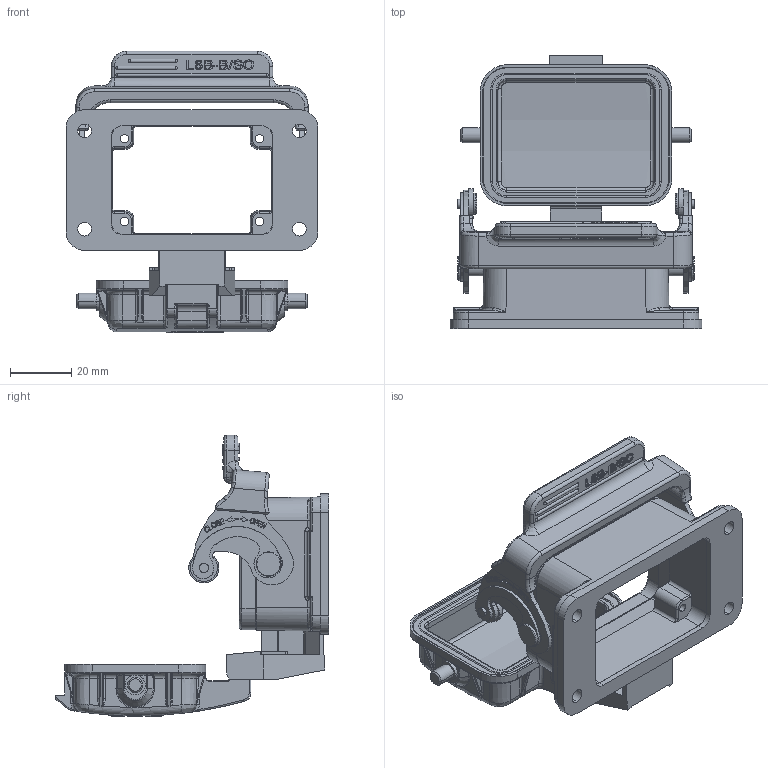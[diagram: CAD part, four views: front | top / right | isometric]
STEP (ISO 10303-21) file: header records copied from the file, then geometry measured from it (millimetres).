
FILE_DESCRIPTION((''),'2;1');
FILE_NAME('PRT0358','2017-09-22T',('dm.li'),(''),'PRO/ENGINEER BY PARAMETRIC TECHNOLOGY CORPORATION, 2012480','PRO/ENGINEER BY PARAMETRIC TECHNOLOGY CORPORATION, 2012480','');
FILE_SCHEMA(('AUTOMOTIVE_DESIGN { 1 0 10303 214 1 1 1 1 }'));
Products named in the file (1): PRT0358
Bounding box: 82 x 89.03 x 91.72 mm (x, y, z)
Volume: 58349.5 mm3; surface area: 40837.8 mm2
Topology: 1 solids, 17 shells, 1885 faces, 4800 edges, 3010 vertices
Faces by surface type: plane 680, cylinder 501, extrusion 265, bspline 205, torus 161, cone 51, sphere 22
Entity records: 85092 total; most frequent: CARTESIAN_POINT 27030, ORIENTED_EDGE 9542, DIRECTION 7739, PRESENTATION_STYLE_ASSIGNMENT 4858, STYLED_ITEM 4772, CURVE_STYLE 4771, EDGE_CURVE 4771, VERTEX_POINT 3010
